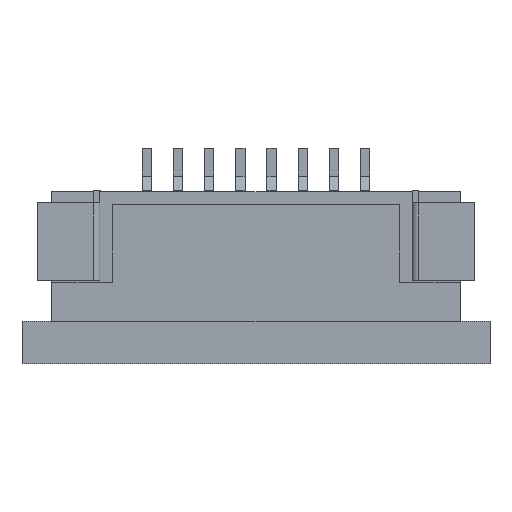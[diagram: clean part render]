
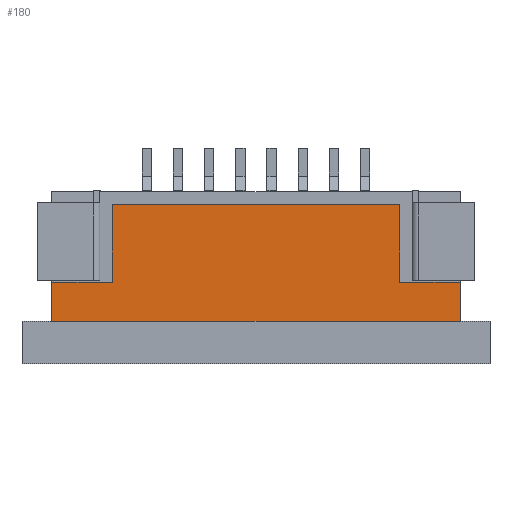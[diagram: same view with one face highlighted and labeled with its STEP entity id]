
A CAD part, top view. The second image highlights one B-rep face of the part: STEP entity #180.
In plain terms, the highlighted planar face has unit normal (0, 0, 1).
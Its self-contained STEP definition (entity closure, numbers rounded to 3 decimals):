
#180=ADVANCED_FACE('',(#3055),#3057,.T.);
#3055=FACE_BOUND('',#3056,.T.);
#3056=EDGE_LOOP('',(#5289,#5290,#5291,#5292,#5293,#5294,#5295,#5296));
#3057=PLANE('',#3058);
#3058=AXIS2_PLACEMENT_3D('',#3059,#3060,#3061);
#3059=CARTESIAN_POINT('',(6.55,1.35,2.5));
#3060=DIRECTION('',(0.,-0.,1.));
#3061=DIRECTION('',(0.,1.,0.));
#5289=ORIENTED_EDGE('',*,*,#7027,.T.);
#5290=ORIENTED_EDGE('',*,*,#7028,.T.);
#5291=ORIENTED_EDGE('',*,*,#7029,.T.);
#5292=ORIENTED_EDGE('',*,*,#7030,.F.);
#5293=ORIENTED_EDGE('',*,*,#7031,.F.);
#5294=ORIENTED_EDGE('',*,*,#7022,.T.);
#5295=ORIENTED_EDGE('',*,*,#7032,.T.);
#5296=ORIENTED_EDGE('',*,*,#7033,.T.);
#7022=EDGE_CURVE('',#7913,#7911,#7914,.T.);
#7027=EDGE_CURVE('',#7922,#7923,#7924,.F.);
#7028=EDGE_CURVE('',#7923,#7925,#7926,.F.);
#7029=EDGE_CURVE('',#7925,#7927,#7928,.F.);
#7030=EDGE_CURVE('',#7929,#7927,#7930,.T.);
#7031=EDGE_CURVE('',#7913,#7929,#7931,.T.);
#7032=EDGE_CURVE('',#7911,#7932,#7933,.F.);
#7033=EDGE_CURVE('',#7932,#7922,#7934,.F.);
#7911=VERTEX_POINT('',#9442);
#7913=VERTEX_POINT('',#9446);
#7914=LINE('',#9447,#9448);
#7922=VERTEX_POINT('',#9465);
#7923=VERTEX_POINT('',#9466);
#7924=LINE('',#9467,#9468);
#7925=VERTEX_POINT('',#9470);
#7926=LINE('',#9471,#9472);
#7927=VERTEX_POINT('',#9474);
#7928=LINE('',#9475,#9476);
#7929=VERTEX_POINT('',#9478);
#7930=LINE('',#9479,#9480);
#7931=LINE('',#9482,#9483);
#7932=VERTEX_POINT('',#9485);
#7933=LINE('',#9486,#9487);
#7934=LINE('',#9489,#9490);
#9442=CARTESIAN_POINT('',(6.55,2.6,2.5));
#9446=CARTESIAN_POINT('',(6.55,1.35,2.5));
#9447=CARTESIAN_POINT('',(6.55,1.35,2.5));
#9448=VECTOR('',#9449,1.);
#9449=DIRECTION('',(0.,1.,0.));
#9465=CARTESIAN_POINT('',(4.6,5.1,2.5));
#9466=CARTESIAN_POINT('',(-4.6,5.1,2.5));
#9467=CARTESIAN_POINT('',(-4.6,5.1,2.5));
#9468=VECTOR('',#9469,1.);
#9469=DIRECTION('',(1.,0.,0.));
#9470=CARTESIAN_POINT('',(-4.6,2.6,2.5));
#9471=CARTESIAN_POINT('',(-4.6,2.6,2.5));
#9472=VECTOR('',#9473,1.);
#9473=DIRECTION('',(0.,1.,0.));
#9474=CARTESIAN_POINT('',(-6.55,2.6,2.5));
#9475=CARTESIAN_POINT('',(-6.55,2.6,2.5));
#9476=VECTOR('',#9477,1.);
#9477=DIRECTION('',(1.,0.,0.));
#9478=CARTESIAN_POINT('',(-6.55,1.35,2.5));
#9479=CARTESIAN_POINT('',(-6.55,1.35,2.5));
#9480=VECTOR('',#9481,1.);
#9481=DIRECTION('',(0.,1.,0.));
#9482=CARTESIAN_POINT('',(6.55,1.35,2.5));
#9483=VECTOR('',#9484,1.);
#9484=DIRECTION('',(-1.,0.,0.));
#9485=CARTESIAN_POINT('',(4.6,2.6,2.5));
#9486=CARTESIAN_POINT('',(4.6,2.6,2.5));
#9487=VECTOR('',#9488,1.);
#9488=DIRECTION('',(1.,0.,0.));
#9489=CARTESIAN_POINT('',(4.6,5.1,2.5));
#9490=VECTOR('',#9491,1.);
#9491=DIRECTION('',(0.,-1.,0.));
